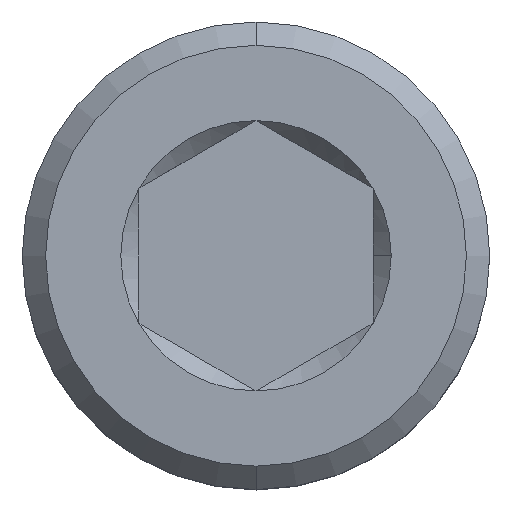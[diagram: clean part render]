
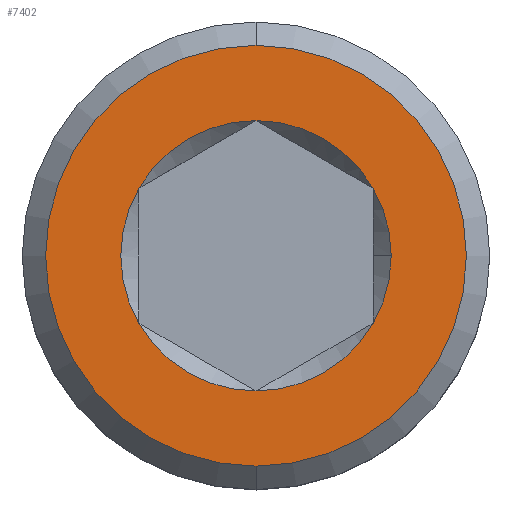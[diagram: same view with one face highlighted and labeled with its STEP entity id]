
A CAD part, top view. The second image highlights one B-rep face of the part: STEP entity #7402.
In plain terms, the highlighted planar face has unit normal (0, 0, 1).
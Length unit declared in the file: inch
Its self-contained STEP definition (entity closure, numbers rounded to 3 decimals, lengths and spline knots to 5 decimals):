
#59 = ORIENTED_EDGE ( 'NONE', *, *, #2414, .F. ) ;
#75 = EDGE_CURVE ( 'NONE', #1565, #972, #1303, .T. ) ;
#120 = ORIENTED_EDGE ( 'NONE', *, *, #4586, .T. ) ;
#262 = PLANE ( 'NONE',  #7255 ) ;
#391 = ORIENTED_EDGE ( 'NONE', *, *, #656, .F. ) ;
#437 = CARTESIAN_POINT ( 'NONE',  ( 0., 0., 0.72 ) ) ;
#505 = VERTEX_POINT ( 'NONE', #3285 ) ;
#643 = AXIS2_PLACEMENT_3D ( 'NONE', #437, #6418, #3077 ) ;
#656 = EDGE_CURVE ( 'NONE', #5452, #7721, #1159, .T. ) ;
#768 = DIRECTION ( 'NONE',  ( 0., 0., 1. ) ) ;
#894 = FACE_BOUND ( 'NONE', #4569, .T. ) ;
#972 = VERTEX_POINT ( 'NONE', #5696 ) ;
#1015 = CARTESIAN_POINT ( 'NONE',  ( 0., 0., 0.72 ) ) ;
#1159 = CIRCLE ( 'NONE', #6564, 0.09021 ) ;
#1189 = ORIENTED_EDGE ( 'NONE', *, *, #6778, .F. ) ;
#1303 = CIRCLE ( 'NONE', #2515, 0.09021 ) ;
#1343 = CARTESIAN_POINT ( 'NONE',  ( 0., 0., 0.72 ) ) ;
#1381 = DIRECTION ( 'NONE',  ( 1., 0., 0. ) ) ;
#1436 = AXIS2_PLACEMENT_3D ( 'NONE', #1343, #2089, #1381 ) ;
#1565 = VERTEX_POINT ( 'NONE', #4752 ) ;
#1583 = FACE_OUTER_BOUND ( 'NONE', #7713, .T. ) ;
#1588 = CARTESIAN_POINT ( 'NONE',  ( 0.07813, -0.04511, 0.72 ) ) ;
#1664 = DIRECTION ( 'NONE',  ( 0., 0., 1. ) ) ;
#1922 = DIRECTION ( 'NONE',  ( 0., 0., 1. ) ) ;
#1961 = DIRECTION ( 'NONE',  ( 1., 0., 0. ) ) ;
#1971 = DIRECTION ( 'NONE',  ( 0., 0., 1. ) ) ;
#1983 = CIRCLE ( 'NONE', #6573, 0.1404 ) ;
#2005 = CIRCLE ( 'NONE', #643, 0.09021 ) ;
#2053 = EDGE_CURVE ( 'NONE', #505, #5289, #6018, .T. ) ;
#2089 = DIRECTION ( 'NONE',  ( 0., 0., 1. ) ) ;
#2414 = EDGE_CURVE ( 'NONE', #4727, #1565, #4670, .T. ) ;
#2515 = AXIS2_PLACEMENT_3D ( 'NONE', #3565, #5337, #7924 ) ;
#2535 = AXIS2_PLACEMENT_3D ( 'NONE', #6175, #5529, #7480 ) ;
#3032 = EDGE_CURVE ( 'NONE', #6260, #7593, #1983, .T. ) ;
#3077 = DIRECTION ( 'NONE',  ( 1., 0., 0. ) ) ;
#3283 = CARTESIAN_POINT ( 'NONE',  ( 0., 0., 0.72 ) ) ;
#3285 = CARTESIAN_POINT ( 'NONE',  ( 0., -0.09021, 0.72 ) ) ;
#3565 = CARTESIAN_POINT ( 'NONE',  ( 0., 0., 0.72 ) ) ;
#3668 = ORIENTED_EDGE ( 'NONE', *, *, #2053, .F. ) ;
#3729 = AXIS2_PLACEMENT_3D ( 'NONE', #1015, #4111, #6688 ) ;
#3808 = EDGE_CURVE ( 'NONE', #972, #5452, #8189, .T. ) ;
#3870 = DIRECTION ( 'NONE',  ( 0., 1., 0. ) ) ;
#3989 = ORIENTED_EDGE ( 'NONE', *, *, #3032, .T. ) ;
#3991 = DIRECTION ( 'NONE',  ( 1., 0., 0. ) ) ;
#4013 = AXIS2_PLACEMENT_3D ( 'NONE', #6522, #1922, #1961 ) ;
#4030 = CARTESIAN_POINT ( 'NONE',  ( 0., 0., 0.72 ) ) ;
#4111 = DIRECTION ( 'NONE',  ( 0., 0., 1. ) ) ;
#4333 = CARTESIAN_POINT ( 'NONE',  ( -0.07812, 0.04511, 0.72 ) ) ;
#4452 = CARTESIAN_POINT ( 'NONE',  ( 0., -0.1404, 0.72 ) ) ;
#4569 = EDGE_LOOP ( 'NONE', ( #5798, #7363, #59, #1189, #3668, #6284, #391 ) ) ;
#4586 = EDGE_CURVE ( 'NONE', #7593, #6260, #5343, .T. ) ;
#4593 = CARTESIAN_POINT ( 'NONE',  ( -0.07813, -0.04511, 0.72 ) ) ;
#4670 = CIRCLE ( 'NONE', #3729, 0.09021 ) ;
#4727 = VERTEX_POINT ( 'NONE', #7452 ) ;
#4752 = CARTESIAN_POINT ( 'NONE',  ( 0.07813, 0.04511, 0.72 ) ) ;
#5289 = VERTEX_POINT ( 'NONE', #1588 ) ;
#5337 = DIRECTION ( 'NONE',  ( 0., 0., 1. ) ) ;
#5343 = CIRCLE ( 'NONE', #7915, 0.1404 ) ;
#5379 = DIRECTION ( 'NONE',  ( 0., 1., 0. ) ) ;
#5452 = VERTEX_POINT ( 'NONE', #4333 ) ;
#5529 = DIRECTION ( 'NONE',  ( 0., 0., 1. ) ) ;
#5696 = CARTESIAN_POINT ( 'NONE',  ( 0., 0.09021, 0.72 ) ) ;
#5798 = ORIENTED_EDGE ( 'NONE', *, *, #3808, .F. ) ;
#6018 = CIRCLE ( 'NONE', #1436, 0.09021 ) ;
#6098 = CARTESIAN_POINT ( 'NONE',  ( 0., 0.156, 0.72 ) ) ;
#6121 = EDGE_CURVE ( 'NONE', #7721, #505, #6161, .T. ) ;
#6161 = CIRCLE ( 'NONE', #2535, 0.09021 ) ;
#6175 = CARTESIAN_POINT ( 'NONE',  ( 0., 0., 0.72 ) ) ;
#6233 = CARTESIAN_POINT ( 'NONE',  ( 0., 0., 0.72 ) ) ;
#6260 = VERTEX_POINT ( 'NONE', #4452 ) ;
#6284 = ORIENTED_EDGE ( 'NONE', *, *, #6121, .F. ) ;
#6418 = DIRECTION ( 'NONE',  ( 0., 0., 1. ) ) ;
#6522 = CARTESIAN_POINT ( 'NONE',  ( 0., 0., 0.72 ) ) ;
#6564 = AXIS2_PLACEMENT_3D ( 'NONE', #4030, #1971, #3991 ) ;
#6573 = AXIS2_PLACEMENT_3D ( 'NONE', #3283, #768, #3870 ) ;
#6688 = DIRECTION ( 'NONE',  ( 1., 0., 0. ) ) ;
#6778 = EDGE_CURVE ( 'NONE', #5289, #4727, #2005, .T. ) ;
#7255 = AXIS2_PLACEMENT_3D ( 'NONE', #6098, #8045, #5379 ) ;
#7363 = ORIENTED_EDGE ( 'NONE', *, *, #75, .F. ) ;
#7402 = ADVANCED_FACE ( 'NONE', ( #1583, #894 ), #262, .F. ) ;
#7452 = CARTESIAN_POINT ( 'NONE',  ( 0.09021, 0., 0.72 ) ) ;
#7480 = DIRECTION ( 'NONE',  ( 1., 0., 0. ) ) ;
#7586 = CARTESIAN_POINT ( 'NONE',  ( 0., 0.1404, 0.72 ) ) ;
#7593 = VERTEX_POINT ( 'NONE', #7586 ) ;
#7713 = EDGE_LOOP ( 'NONE', ( #120, #3989 ) ) ;
#7721 = VERTEX_POINT ( 'NONE', #4593 ) ;
#7915 = AXIS2_PLACEMENT_3D ( 'NONE', #6233, #1664, #8044 ) ;
#7924 = DIRECTION ( 'NONE',  ( 1., 0., 0. ) ) ;
#8044 = DIRECTION ( 'NONE',  ( 0., 1., 0. ) ) ;
#8045 = DIRECTION ( 'NONE',  ( 0., 0., -1. ) ) ;
#8189 = CIRCLE ( 'NONE', #4013, 0.09021 ) ;
